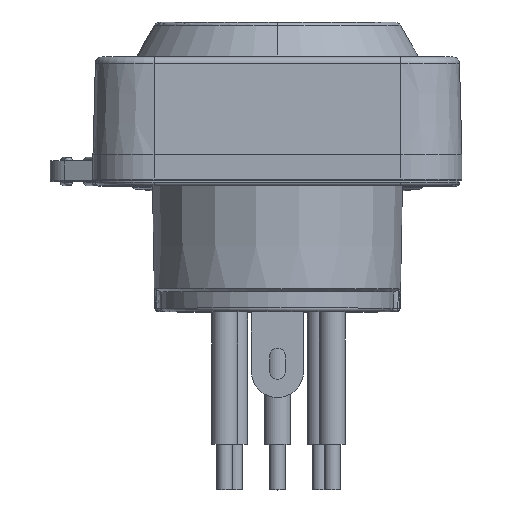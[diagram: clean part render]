
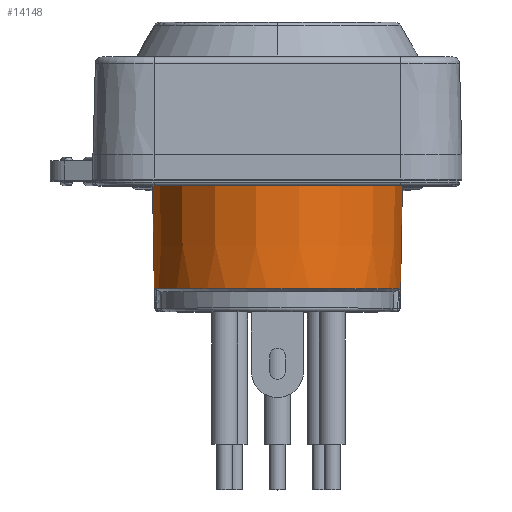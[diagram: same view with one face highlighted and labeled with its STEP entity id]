
A CAD part, top view. The second image highlights one B-rep face of the part: STEP entity #14148.
In plain terms, the highlighted conical face has half-angle 1 degrees and reference radius 9.578 mm.
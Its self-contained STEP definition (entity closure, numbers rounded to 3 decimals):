
#4759=CARTESIAN_POINT('',(0.,12.609,0.));
#4760=DIRECTION('',(0.,1.,0.));
#4761=DIRECTION('',(-1.,0.,0.));
#4762=AXIS2_PLACEMENT_3D('',#4759,#4760,#4761);
#4769=DIRECTION('',(-0.017,-1.,0.));
#4770=VECTOR('',#4769,14.316);
#4771=CARTESIAN_POINT('',(9.703,12.609,
0.));
#4772=LINE('',#4771,#4770);
#4773=CARTESIAN_POINT('',(9.414,-1.705,
0.851));
#4774=CARTESIAN_POINT('',(9.417,-1.542,
0.854));
#4775=CARTESIAN_POINT('',(9.422,-1.216,
0.862));
#4776=CARTESIAN_POINT('',(9.429,-0.725,
0.872));
#4777=CARTESIAN_POINT('',(9.435,-0.398,
0.88));
#4778=CARTESIAN_POINT('',(9.437,-0.235,
0.884));
#4780=CARTESIAN_POINT('',(-9.437,-0.235,
0.884));
#4781=CARTESIAN_POINT('',(-9.435,-0.398,
0.88));
#4782=CARTESIAN_POINT('',(-9.429,-0.725,
0.872));
#4783=CARTESIAN_POINT('',(-9.422,-1.216,
0.862));
#4784=CARTESIAN_POINT('',(-9.417,-1.542,
0.854));
#4785=CARTESIAN_POINT('',(-9.414,-1.705,
0.851));
#4787=DIRECTION('',(-0.017,1.,0.));
#4788=VECTOR('',#4787,14.316);
#4789=CARTESIAN_POINT('',(-9.453,-1.705,
0.));
#4790=LINE('',#4789,#4788);
#4809=CARTESIAN_POINT('',(0.,-1.705,0.));
#4810=DIRECTION('',(0.,1.,0.));
#4811=DIRECTION('',(0.996,0.,0.09));
#4812=AXIS2_PLACEMENT_3D('',#4809,#4810,#4811);
#4964=CARTESIAN_POINT('',(0.,-1.705,0.));
#4965=DIRECTION('',(0.,1.,0.));
#4966=DIRECTION('',(-1.,0.,0.));
#4967=AXIS2_PLACEMENT_3D('',#4964,#4965,#4966);
#5136=CARTESIAN_POINT('',(0.,-0.235,0.));
#5137=DIRECTION('',(0.,1.,0.));
#5138=DIRECTION('',(-0.996,0.,0.093));
#5139=AXIS2_PLACEMENT_3D('',#5136,#5137,#5138);
#5827=CARTESIAN_POINT('',(9.703,12.609,
0.));
#5828=CARTESIAN_POINT('',(-9.703,12.609,0.));
#5829=VERTEX_POINT('',#5827);
#5830=VERTEX_POINT('',#5828);
#5831=CARTESIAN_POINT('',(-9.453,-1.705,
0.));
#5832=VERTEX_POINT('',#5831);
#5839=CARTESIAN_POINT('',(9.453,-1.705,
0.));
#5840=VERTEX_POINT('',#5839);
#6548=CARTESIAN_POINT('',(9.414,-1.705,
0.851));
#6549=VERTEX_POINT('',#6548);
#6550=VERTEX_POINT('',#4778);
#6551=CARTESIAN_POINT('',(-9.437,-0.235,
0.884));
#6552=VERTEX_POINT('',#6551);
#6553=VERTEX_POINT('',#4785);
#14128=CARTESIAN_POINT('',(0.,5.452,0.));
#14129=DIRECTION('',(0.,1.,0.));
#14130=DIRECTION('',(-1.,0.,0.));
#14131=AXIS2_PLACEMENT_3D('',#14128,#14129,#14130);
#14132=CONICAL_SURFACE('',#14131,9.578,1.);
#14133=ORIENTED_EDGE('',*,*,#14122,.T.);
#14134=ORIENTED_EDGE('',*,*,#7257,.T.);
#14136=ORIENTED_EDGE('',*,*,#14135,.F.);
#14138=ORIENTED_EDGE('',*,*,#14137,.T.);
#14140=ORIENTED_EDGE('',*,*,#14139,.F.);
#14142=ORIENTED_EDGE('',*,*,#14141,.T.);
#14144=ORIENTED_EDGE('',*,*,#14143,.F.);
#14145=ORIENTED_EDGE('',*,*,#7245,.T.);
#14146=EDGE_LOOP('',(#14133,#14134,#14136,#14138,#14140,#14142,#14144,#14145));
#14147=FACE_OUTER_BOUND('',#14146,.F.);
#14148=ADVANCED_FACE('',(#14147),#14132,.T.);
#4763=CIRCLE('',#4762,9.703);
#4779=B_SPLINE_CURVE_WITH_KNOTS('',3,(#4773,#4774,#4775,#4776,#4777,#4778),
.UNSPECIFIED.,.F.,.F.,(4,1,1,4),(0.,0.333,0.667,1.),
.UNSPECIFIED.);
#4786=B_SPLINE_CURVE_WITH_KNOTS('',3,(#4780,#4781,#4782,#4783,#4784,#4785),
.UNSPECIFIED.,.F.,.F.,(4,1,1,4),(0.,0.333,0.667,1.),
.UNSPECIFIED.);
#4813=CIRCLE('',#4812,9.453);
#4968=CIRCLE('',#4967,9.453);
#5140=CIRCLE('',#5139,9.478);
#7245=EDGE_CURVE('',#5832,#5830,#4790,.T.);
#7257=EDGE_CURVE('',#5829,#5840,#4772,.T.);
#14122=EDGE_CURVE('',#5830,#5829,#4763,.T.);
#14135=EDGE_CURVE('',#6549,#5840,#4813,.T.);
#14137=EDGE_CURVE('',#6549,#6550,#4779,.T.);
#14139=EDGE_CURVE('',#6552,#6550,#5140,.T.);
#14141=EDGE_CURVE('',#6552,#6553,#4786,.T.);
#14143=EDGE_CURVE('',#5832,#6553,#4968,.T.);
